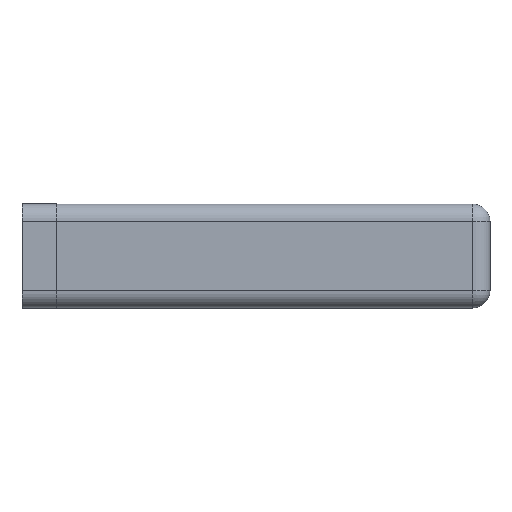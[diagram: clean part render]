
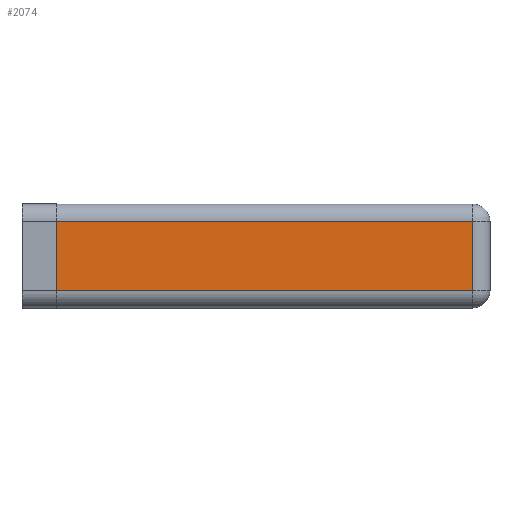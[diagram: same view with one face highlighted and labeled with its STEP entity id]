
A CAD part, front view. The second image highlights one B-rep face of the part: STEP entity #2074.
In plain terms, the highlighted planar face has unit normal (0, -1, 0).
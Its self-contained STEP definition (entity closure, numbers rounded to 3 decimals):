
#240 = PLANE('',#241);
#241 = AXIS2_PLACEMENT_3D('',#242,#243,#244);
#242 = CARTESIAN_POINT('',(-23.,-13.5,6.));
#243 = DIRECTION('',(1.,0.,0.));
#244 = DIRECTION('',(0.,1.,0.));
#268 = CYLINDRICAL_SURFACE('',#269,2.);
#269 = AXIS2_PLACEMENT_3D('',#270,#271,#272);
#270 = CARTESIAN_POINT('',(27.,-6.5,2.));
#271 = DIRECTION('',(-1.,0.,0.));
#272 = DIRECTION('',(0.,0.,-1.));
#963 = VERTEX_POINT('',#964);
#964 = CARTESIAN_POINT('',(25.,-8.5,2.));
#984 = EDGE_CURVE('',#963,#985,#987,.T.);
#985 = VERTEX_POINT('',#986);
#986 = CARTESIAN_POINT('',(-23.,-8.5,2.));
#987 = SURFACE_CURVE('',#988,(#992,#999),.PCURVE_S1.);
#988 = LINE('',#989,#990);
#989 = CARTESIAN_POINT('',(27.,-8.5,2.));
#990 = VECTOR('',#991,1.);
#991 = DIRECTION('',(-1.,0.,0.));
#992 = PCURVE('',#268,#993);
#993 = DEFINITIONAL_REPRESENTATION('',(#994),#998);
#994 = LINE('',#995,#996);
#995 = CARTESIAN_POINT('',(1.571,0.));
#996 = VECTOR('',#997,1.);
#997 = DIRECTION('',(0.,1.));
#998 = ( GEOMETRIC_REPRESENTATION_CONTEXT(2) 
PARAMETRIC_REPRESENTATION_CONTEXT() REPRESENTATION_CONTEXT('2D SPACE',''
  ) );
#999 = PCURVE('',#1000,#1005);
#1000 = PLANE('',#1001);
#1001 = AXIS2_PLACEMENT_3D('',#1002,#1003,#1004);
#1002 = CARTESIAN_POINT('',(27.,-8.5,0.));
#1003 = DIRECTION('',(0.,-1.,0.));
#1004 = DIRECTION('',(-1.,0.,0.));
#1005 = DEFINITIONAL_REPRESENTATION('',(#1006),#1010);
#1006 = LINE('',#1007,#1008);
#1007 = CARTESIAN_POINT('',(0.,-2.));
#1008 = VECTOR('',#1009,1.);
#1009 = DIRECTION('',(1.,0.));
#1010 = ( GEOMETRIC_REPRESENTATION_CONTEXT(2) 
PARAMETRIC_REPRESENTATION_CONTEXT() REPRESENTATION_CONTEXT('2D SPACE',''
  ) );
#1234 = EDGE_CURVE('',#985,#1235,#1237,.T.);
#1235 = VERTEX_POINT('',#1236);
#1236 = CARTESIAN_POINT('',(-23.,-8.5,10.));
#1237 = SURFACE_CURVE('',#1238,(#1242,#1249),.PCURVE_S1.);
#1238 = LINE('',#1239,#1240);
#1239 = CARTESIAN_POINT('',(-23.,-8.5,0.));
#1240 = VECTOR('',#1241,1.);
#1241 = DIRECTION('',(0.,0.,1.));
#1242 = PCURVE('',#240,#1243);
#1243 = DEFINITIONAL_REPRESENTATION('',(#1244),#1248);
#1244 = LINE('',#1245,#1246);
#1245 = CARTESIAN_POINT('',(5.,-6.));
#1246 = VECTOR('',#1247,1.);
#1247 = DIRECTION('',(0.,1.));
#1248 = ( GEOMETRIC_REPRESENTATION_CONTEXT(2) 
PARAMETRIC_REPRESENTATION_CONTEXT() REPRESENTATION_CONTEXT('2D SPACE',''
  ) );
#1249 = PCURVE('',#1000,#1250);
#1250 = DEFINITIONAL_REPRESENTATION('',(#1251),#1255);
#1251 = LINE('',#1252,#1253);
#1252 = CARTESIAN_POINT('',(50.,-0.));
#1253 = VECTOR('',#1254,1.);
#1254 = DIRECTION('',(0.,-1.));
#1255 = ( GEOMETRIC_REPRESENTATION_CONTEXT(2) 
PARAMETRIC_REPRESENTATION_CONTEXT() REPRESENTATION_CONTEXT('2D SPACE',''
  ) );
#1274 = CYLINDRICAL_SURFACE('',#1275,2.);
#1275 = AXIS2_PLACEMENT_3D('',#1276,#1277,#1278);
#1276 = CARTESIAN_POINT('',(27.,-6.5,10.));
#1277 = DIRECTION('',(-1.,0.,0.));
#1278 = DIRECTION('',(0.,0.,1.));
#1991 = CYLINDRICAL_SURFACE('',#1992,2.);
#1992 = AXIS2_PLACEMENT_3D('',#1993,#1994,#1995);
#1993 = CARTESIAN_POINT('',(25.,-6.5,0.));
#1994 = DIRECTION('',(0.,0.,1.));
#1995 = DIRECTION('',(0.,-1.,0.));
#2074 = ADVANCED_FACE('',(#2075),#1000,.T.);
#2075 = FACE_BOUND('',#2076,.T.);
#2076 = EDGE_LOOP('',(#2077,#2078,#2079,#2102));
#2077 = ORIENTED_EDGE('',*,*,#1234,.F.);
#2078 = ORIENTED_EDGE('',*,*,#984,.F.);
#2079 = ORIENTED_EDGE('',*,*,#2080,.T.);
#2080 = EDGE_CURVE('',#963,#2081,#2083,.T.);
#2081 = VERTEX_POINT('',#2082);
#2082 = CARTESIAN_POINT('',(25.,-8.5,10.));
#2083 = SURFACE_CURVE('',#2084,(#2088,#2095),.PCURVE_S1.);
#2084 = LINE('',#2085,#2086);
#2085 = CARTESIAN_POINT('',(25.,-8.5,0.));
#2086 = VECTOR('',#2087,1.);
#2087 = DIRECTION('',(0.,0.,1.));
#2088 = PCURVE('',#1000,#2089);
#2089 = DEFINITIONAL_REPRESENTATION('',(#2090),#2094);
#2090 = LINE('',#2091,#2092);
#2091 = CARTESIAN_POINT('',(2.,0.));
#2092 = VECTOR('',#2093,1.);
#2093 = DIRECTION('',(0.,-1.));
#2094 = ( GEOMETRIC_REPRESENTATION_CONTEXT(2) 
PARAMETRIC_REPRESENTATION_CONTEXT() REPRESENTATION_CONTEXT('2D SPACE',''
  ) );
#2095 = PCURVE('',#1991,#2096);
#2096 = DEFINITIONAL_REPRESENTATION('',(#2097),#2101);
#2097 = LINE('',#2098,#2099);
#2098 = CARTESIAN_POINT('',(0.,0.));
#2099 = VECTOR('',#2100,1.);
#2100 = DIRECTION('',(0.,1.));
#2101 = ( GEOMETRIC_REPRESENTATION_CONTEXT(2) 
PARAMETRIC_REPRESENTATION_CONTEXT() REPRESENTATION_CONTEXT('2D SPACE',''
  ) );
#2102 = ORIENTED_EDGE('',*,*,#2103,.T.);
#2103 = EDGE_CURVE('',#2081,#1235,#2104,.T.);
#2104 = SURFACE_CURVE('',#2105,(#2109,#2116),.PCURVE_S1.);
#2105 = LINE('',#2106,#2107);
#2106 = CARTESIAN_POINT('',(27.,-8.5,10.));
#2107 = VECTOR('',#2108,1.);
#2108 = DIRECTION('',(-1.,0.,0.));
#2109 = PCURVE('',#1000,#2110);
#2110 = DEFINITIONAL_REPRESENTATION('',(#2111),#2115);
#2111 = LINE('',#2112,#2113);
#2112 = CARTESIAN_POINT('',(0.,-10.));
#2113 = VECTOR('',#2114,1.);
#2114 = DIRECTION('',(1.,0.));
#2115 = ( GEOMETRIC_REPRESENTATION_CONTEXT(2) 
PARAMETRIC_REPRESENTATION_CONTEXT() REPRESENTATION_CONTEXT('2D SPACE',''
  ) );
#2116 = PCURVE('',#1274,#2117);
#2117 = DEFINITIONAL_REPRESENTATION('',(#2118),#2122);
#2118 = LINE('',#2119,#2120);
#2119 = CARTESIAN_POINT('',(-1.571,0.));
#2120 = VECTOR('',#2121,1.);
#2121 = DIRECTION('',(-0.,1.));
#2122 = ( GEOMETRIC_REPRESENTATION_CONTEXT(2) 
PARAMETRIC_REPRESENTATION_CONTEXT() REPRESENTATION_CONTEXT('2D SPACE',''
  ) );
